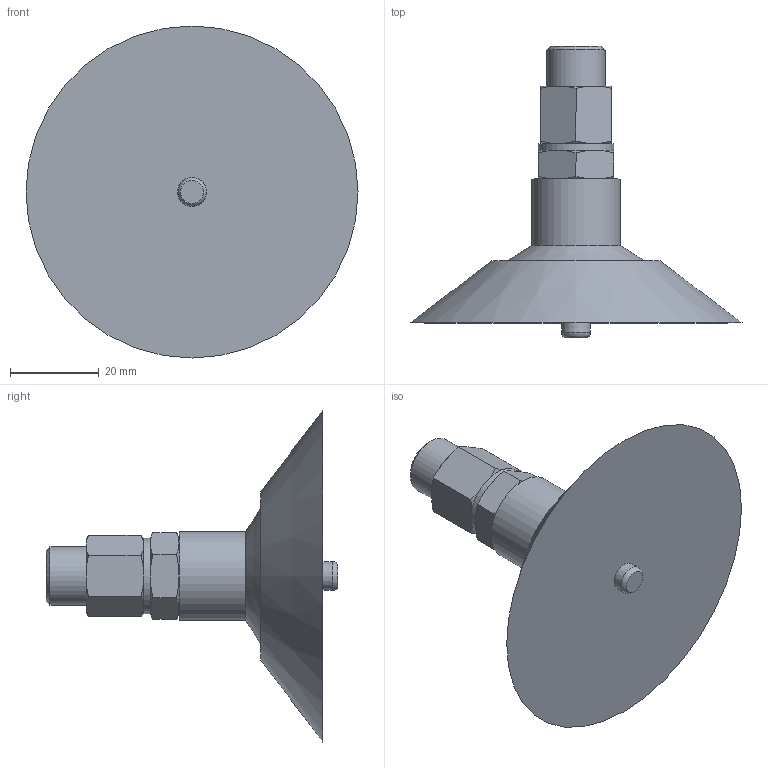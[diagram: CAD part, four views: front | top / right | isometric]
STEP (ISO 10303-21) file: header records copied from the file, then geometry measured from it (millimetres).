
FILE_DESCRIPTION(/* description */ (''),/* implementation_level */ '2;1');
FILE_NAME(/* name */ 'vc75nit_racval4.stp',/* time_stamp */ '2020-09-21T15:40:53+02:00',/* author */ ('enginyeria'),/* organization */ (''),/* preprocessor_version */ 'ST-DEVELOPER v17.2',/* originating_system */ 'Autodesk Inventor 2019',/* authorisation */ '');
FILE_SCHEMA (('CONFIG_CONTROL_DESIGN'));
Length unit declared in the file: millimetre
Products named in the file (1): vc75nit_racval4
Bounding box: 75 x 65.87 x 75 mm (x, y, z)
Volume: 48684.4 mm3; surface area: 12532.7 mm2
Topology: 1 solids, 1 shells, 54 faces, 124 edges, 78 vertices
Faces by surface type: cone 29, plane 20, cylinder 4, torus 1
Full cylindrical faces by diameter (mm): 7 x1, 13.157 x1, 17 x1, 20 x1
Entity records: 1595 total; most frequent: CARTESIAN_POINT 353, ORIENTED_EDGE 248, DIRECTION 241, EDGE_CURVE 124, AXIS2_PLACEMENT_3D 110, VERTEX_POINT 78, EDGE_LOOP 60, CIRCLE 55
